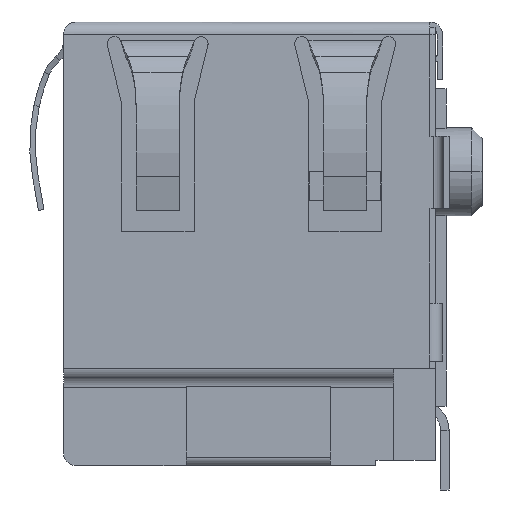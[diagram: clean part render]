
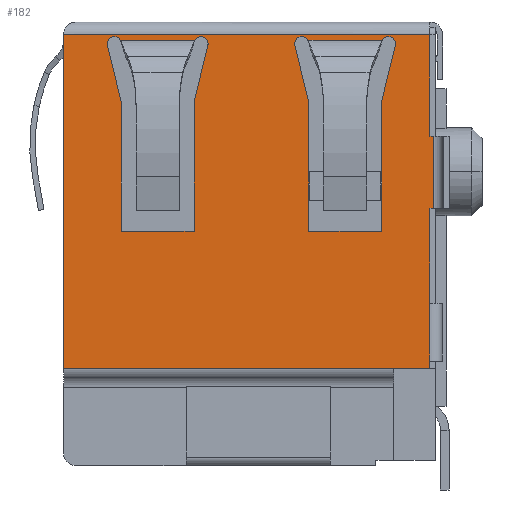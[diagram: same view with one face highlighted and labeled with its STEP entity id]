
A CAD part, left-side view. The second image highlights one B-rep face of the part: STEP entity #182.
In plain terms, the highlighted planar face has unit normal (-1, 0, 0).
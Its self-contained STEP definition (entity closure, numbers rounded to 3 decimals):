
#182=ADVANCED_FACE('',(#913,#914,#915),#916,.T.);
#913=FACE_OUTER_BOUND('',#2366,.T.);
#914=FACE_BOUND('',#2367,.T.);
#915=FACE_BOUND('',#2368,.T.);
#916=PLANE('',#2369);
#2366=EDGE_LOOP('',(#6161,#6162,#6163,#6164,#6165,#6166,#6167,#6168,#6169,#6170,#6171));
#2367=EDGE_LOOP('',(#6172,#6173,#6174,#6175,#6176,#6177,#6178,#6179,#6180,#6181));
#2368=EDGE_LOOP('',(#6182,#6183,#6184,#6185,#6186,#6187,#6188,#6189,#6190,#6191));
#2369=AXIS2_PLACEMENT_3D('',#6192,#6193,#6194);
#6161=ORIENTED_EDGE('',*,*,#10060,.T.);
#6162=ORIENTED_EDGE('',*,*,#9839,.T.);
#6163=ORIENTED_EDGE('',*,*,#10061,.T.);
#6164=ORIENTED_EDGE('',*,*,#10062,.T.);
#6165=ORIENTED_EDGE('',*,*,#10063,.F.);
#6166=ORIENTED_EDGE('',*,*,#9835,.T.);
#6167=ORIENTED_EDGE('',*,*,#10064,.F.);
#6168=ORIENTED_EDGE('',*,*,#9489,.F.);
#6169=ORIENTED_EDGE('',*,*,#10065,.T.);
#6170=ORIENTED_EDGE('',*,*,#10066,.F.);
#6171=ORIENTED_EDGE('',*,*,#9843,.T.);
#6172=ORIENTED_EDGE('',*,*,#10059,.F.);
#6173=ORIENTED_EDGE('',*,*,#10067,.F.);
#6174=ORIENTED_EDGE('',*,*,#9468,.F.);
#6175=ORIENTED_EDGE('',*,*,#10068,.F.);
#6176=ORIENTED_EDGE('',*,*,#10069,.F.);
#6177=ORIENTED_EDGE('',*,*,#10070,.F.);
#6178=ORIENTED_EDGE('',*,*,#10071,.F.);
#6179=ORIENTED_EDGE('',*,*,#10072,.F.);
#6180=ORIENTED_EDGE('',*,*,#9470,.F.);
#6181=ORIENTED_EDGE('',*,*,#10073,.F.);
#6182=ORIENTED_EDGE('',*,*,#10074,.F.);
#6183=ORIENTED_EDGE('',*,*,#10075,.F.);
#6184=ORIENTED_EDGE('',*,*,#9460,.F.);
#6185=ORIENTED_EDGE('',*,*,#10076,.F.);
#6186=ORIENTED_EDGE('',*,*,#10077,.F.);
#6187=ORIENTED_EDGE('',*,*,#10078,.F.);
#6188=ORIENTED_EDGE('',*,*,#10079,.F.);
#6189=ORIENTED_EDGE('',*,*,#10080,.F.);
#6190=ORIENTED_EDGE('',*,*,#9462,.F.);
#6191=ORIENTED_EDGE('',*,*,#10081,.F.);
#6192=CARTESIAN_POINT('',(-8.13,6.735,-12.19));
#6193=DIRECTION('',(-1.0,0.0,0.0));
#6194=DIRECTION('',(0.0,0.0,1.0));
#9460=EDGE_CURVE('',#11054,#11050,#11056,.T.);
#9462=EDGE_CURVE('',#11057,#11060,#11061,.T.);
#9468=EDGE_CURVE('',#11070,#11066,#11072,.T.);
#9470=EDGE_CURVE('',#11073,#11076,#11077,.T.);
#9489=EDGE_CURVE('',#11112,#11114,#11115,.T.);
#9835=EDGE_CURVE('',#11755,#11753,#11756,.T.);
#9839=EDGE_CURVE('',#11763,#11761,#11764,.T.);
#9843=EDGE_CURVE('',#11771,#11769,#11772,.T.);
#10059=EDGE_CURVE('',#12110,#12103,#12112,.T.);
#10060=EDGE_CURVE('',#11769,#11763,#12113,.T.);
#10061=EDGE_CURVE('',#11761,#12114,#12115,.T.);
#10062=EDGE_CURVE('',#12114,#12116,#12117,.T.);
#10063=EDGE_CURVE('',#11755,#12116,#12118,.T.);
#10064=EDGE_CURVE('',#11114,#11753,#12119,.T.);
#10065=EDGE_CURVE('',#11112,#12120,#12121,.T.);
#10066=EDGE_CURVE('',#11771,#12120,#12122,.T.);
#10067=EDGE_CURVE('',#11066,#12110,#12123,.T.);
#10068=EDGE_CURVE('',#12124,#11070,#12125,.T.);
#10069=EDGE_CURVE('',#12126,#12124,#12127,.T.);
#10070=EDGE_CURVE('',#12128,#12126,#12129,.T.);
#10071=EDGE_CURVE('',#12130,#12128,#12131,.T.);
#10072=EDGE_CURVE('',#11076,#12130,#12132,.T.);
#10073=EDGE_CURVE('',#12103,#11073,#12133,.T.);
#10074=EDGE_CURVE('',#12134,#12135,#12136,.T.);
#10075=EDGE_CURVE('',#11050,#12134,#12137,.T.);
#10076=EDGE_CURVE('',#12138,#11054,#12139,.T.);
#10077=EDGE_CURVE('',#12140,#12138,#12141,.T.);
#10078=EDGE_CURVE('',#12142,#12140,#12143,.T.);
#10079=EDGE_CURVE('',#12144,#12142,#12145,.T.);
#10080=EDGE_CURVE('',#11060,#12144,#12146,.T.);
#10081=EDGE_CURVE('',#12135,#11057,#12147,.T.);
#11050=VERTEX_POINT('',#13572);
#11054=VERTEX_POINT('',#13577);
#11056=CIRCLE('',#13580,0.25);
#11057=VERTEX_POINT('',#13581);
#11060=VERTEX_POINT('',#13585);
#11061=CIRCLE('',#13586,0.25);
#11066=VERTEX_POINT('',#13592);
#11070=VERTEX_POINT('',#13597);
#11072=CIRCLE('',#13600,0.25);
#11073=VERTEX_POINT('',#13601);
#11076=VERTEX_POINT('',#13605);
#11077=CIRCLE('',#13606,0.25);
#11112=VERTEX_POINT('',#13650);
#11114=VERTEX_POINT('',#13652);
#11115=LINE('',#13653,#13654);
#11753=VERTEX_POINT('',#14762);
#11755=VERTEX_POINT('',#14764);
#11756=LINE('',#14765,#14766);
#11761=VERTEX_POINT('',#14773);
#11763=VERTEX_POINT('',#14776);
#11764=LINE('',#14777,#14778);
#11769=VERTEX_POINT('',#14785);
#11771=VERTEX_POINT('',#14788);
#11772=LINE('',#14789,#14790);
#12103=VERTEX_POINT('',#15679);
#12110=VERTEX_POINT('',#15726);
#12112=LINE('',#15763,#15764);
#12113=LINE('',#15765,#15766);
#12114=VERTEX_POINT('',#15767);
#12115=LINE('',#15768,#15769);
#12116=VERTEX_POINT('',#15770);
#12117=LINE('',#15771,#15772);
#12118=LINE('',#15773,#15774);
#12119=LINE('',#15775,#15776);
#12120=VERTEX_POINT('',#15777);
#12121=LINE('',#15778,#15779);
#12122=LINE('',#15780,#15781);
#12123=CIRCLE('',#15782,0.25);
#12124=VERTEX_POINT('',#15783);
#12125=LINE('',#15784,#15785);
#12126=VERTEX_POINT('',#15786);
#12127=LINE('',#15787,#15788);
#12128=VERTEX_POINT('',#15789);
#12129=LINE('',#15790,#15791);
#12130=VERTEX_POINT('',#15792);
#12131=LINE('',#15793,#15794);
#12132=LINE('',#15795,#15796);
#12133=CIRCLE('',#15797,0.25);
#12134=VERTEX_POINT('',#15798);
#12135=VERTEX_POINT('',#15799);
#12136=LINE('',#15800,#15801);
#12137=CIRCLE('',#15802,0.25);
#12138=VERTEX_POINT('',#15803);
#12139=LINE('',#15804,#15805);
#12140=VERTEX_POINT('',#15806);
#12141=LINE('',#15807,#15808);
#12142=VERTEX_POINT('',#15809);
#12143=LINE('',#15810,#15811);
#12144=VERTEX_POINT('',#15812);
#12145=LINE('',#15813,#15814);
#12146=LINE('',#15815,#15816);
#12147=CIRCLE('',#15817,0.25);
#13572=CARTESIAN_POINT('',(-8.13,1.645,-0.76));
#13577=CARTESIAN_POINT('',(-8.13,1.652,-0.819));
#13580=AXIS2_PLACEMENT_3D('',#19448,#19449,#19450);
#13581=CARTESIAN_POINT('',(-8.13,5.195,-0.76));
#13585=CARTESIAN_POINT('',(-8.13,5.188,-0.819));
#13586=AXIS2_PLACEMENT_3D('',#19452,#19453,#19454);
#13592=CARTESIAN_POINT('',(-8.13,-4.955,-0.76));
#13597=CARTESIAN_POINT('',(-8.13,-4.948,-0.819));
#13600=AXIS2_PLACEMENT_3D('',#19464,#19465,#19466);
#13601=CARTESIAN_POINT('',(-8.13,-1.405,-0.76));
#13605=CARTESIAN_POINT('',(-8.13,-1.412,-0.819));
#13606=AXIS2_PLACEMENT_3D('',#19468,#19469,#19470);
#13650=CARTESIAN_POINT('',(-8.13,6.735,-12.19));
#13652=CARTESIAN_POINT('',(-8.13,6.735,-0.45));
#13653=CARTESIAN_POINT('',(-8.13,6.735,-12.19));
#13654=VECTOR('',#19507,11.74);
#14762=CARTESIAN_POINT('',(-8.13,-6.165,-0.45));
#14764=CARTESIAN_POINT('',(-8.13,-6.165,-4.025));
#14765=CARTESIAN_POINT('',(-8.13,-6.165,-4.025));
#14766=VECTOR('',#19896,3.575);
#14773=CARTESIAN_POINT('',(-8.13,-6.165,-6.565));
#14776=CARTESIAN_POINT('',(-8.13,-6.165,-9.91));
#14777=CARTESIAN_POINT('',(-8.13,-6.165,-9.91));
#14778=VECTOR('',#19900,3.345);
#14785=CARTESIAN_POINT('',(-8.13,-6.165,-11.94));
#14788=CARTESIAN_POINT('',(-8.13,-6.165,-12.19));
#14789=CARTESIAN_POINT('',(-8.13,-6.165,-12.19));
#14790=VECTOR('',#19904,0.25);
#15679=CARTESIAN_POINT('',(-8.13,-1.874,-0.64));
#15726=CARTESIAN_POINT('',(-8.13,-4.486,-0.64));
#15763=CARTESIAN_POINT('',(-8.13,-4.486,-0.64));
#15764=VECTOR('',#20174,2.611);
#15765=CARTESIAN_POINT('',(-8.13,-6.165,-11.94));
#15766=VECTOR('',#20175,2.03);
#15767=CARTESIAN_POINT('',(-8.13,-6.295,-6.565));
#15768=CARTESIAN_POINT('',(-8.13,-6.165,-6.565));
#15769=VECTOR('',#20176,0.13);
#15770=CARTESIAN_POINT('',(-8.13,-6.295,-4.025));
#15771=CARTESIAN_POINT('',(-8.13,-6.295,-6.565));
#15772=VECTOR('',#20177,2.54);
#15773=CARTESIAN_POINT('',(-8.13,-6.165,-4.025));
#15774=VECTOR('',#20178,0.13);
#15775=CARTESIAN_POINT('',(-8.13,6.735,-0.45));
#15776=VECTOR('',#20179,12.9);
#15777=CARTESIAN_POINT('',(-8.13,-4.895,-12.19));
#15778=CARTESIAN_POINT('',(-8.13,6.735,-12.19));
#15779=VECTOR('',#20180,11.63);
#15780=CARTESIAN_POINT('',(-8.13,-6.165,-12.19));
#15781=VECTOR('',#20181,1.27);
#15782=AXIS2_PLACEMENT_3D('',#20182,#20183,#20184);
#15783=CARTESIAN_POINT('',(-8.13,-4.465,-2.8));
#15784=CARTESIAN_POINT('',(-8.13,-4.465,-2.8));
#15785=VECTOR('',#20185,2.039);
#15786=CARTESIAN_POINT('',(-8.13,-4.465,-7.37));
#15787=CARTESIAN_POINT('',(-8.13,-4.465,-7.37));
#15788=VECTOR('',#20186,4.57);
#15789=CARTESIAN_POINT('',(-8.13,-1.895,-7.37));
#15790=CARTESIAN_POINT('',(-8.13,-1.895,-7.37));
#15791=VECTOR('',#20187,2.57);
#15792=CARTESIAN_POINT('',(-8.13,-1.895,-2.8));
#15793=CARTESIAN_POINT('',(-8.13,-1.895,-2.8));
#15794=VECTOR('',#20188,4.57);
#15795=CARTESIAN_POINT('',(-8.13,-1.412,-0.819));
#15796=VECTOR('',#20189,2.039);
#15797=AXIS2_PLACEMENT_3D('',#20190,#20191,#20192);
#15798=CARTESIAN_POINT('',(-8.13,2.114,-0.64));
#15799=CARTESIAN_POINT('',(-8.13,4.726,-0.64));
#15800=CARTESIAN_POINT('',(-8.13,2.114,-0.64));
#15801=VECTOR('',#20193,2.611);
#15802=AXIS2_PLACEMENT_3D('',#20194,#20195,#20196);
#15803=CARTESIAN_POINT('',(-8.13,2.135,-2.8));
#15804=CARTESIAN_POINT('',(-8.13,2.135,-2.8));
#15805=VECTOR('',#20197,2.039);
#15806=CARTESIAN_POINT('',(-8.13,2.135,-7.37));
#15807=CARTESIAN_POINT('',(-8.13,2.135,-7.37));
#15808=VECTOR('',#20198,4.57);
#15809=CARTESIAN_POINT('',(-8.13,4.705,-7.37));
#15810=CARTESIAN_POINT('',(-8.13,4.705,-7.37));
#15811=VECTOR('',#20199,2.57);
#15812=CARTESIAN_POINT('',(-8.13,4.705,-2.8));
#15813=CARTESIAN_POINT('',(-8.13,4.705,-2.8));
#15814=VECTOR('',#20200,4.57);
#15815=CARTESIAN_POINT('',(-8.13,5.188,-0.819));
#15816=VECTOR('',#20201,2.039);
#15817=AXIS2_PLACEMENT_3D('',#20202,#20203,#20204);
#19448=CARTESIAN_POINT('',(-8.13,1.895,-0.76));
#19449=DIRECTION('',(-1.0,-0.0,0.0));
#19450=DIRECTION('',(0.0,-0.972,-0.237));
#19452=CARTESIAN_POINT('',(-8.13,4.945,-0.76));
#19453=DIRECTION('',(-1.0,0.0,0.0));
#19454=DIRECTION('',(0.0,-0.877,0.48));
#19464=CARTESIAN_POINT('',(-8.13,-4.705,-0.76));
#19465=DIRECTION('',(-1.0,-0.0,0.0));
#19466=DIRECTION('',(0.0,-0.972,-0.237));
#19468=CARTESIAN_POINT('',(-8.13,-1.655,-0.76));
#19469=DIRECTION('',(-1.0,0.0,0.0));
#19470=DIRECTION('',(0.0,-0.877,0.48));
#19507=DIRECTION('',(0.0,0.0,1.0));
#19896=DIRECTION('',(0.0,0.0,1.0));
#19900=DIRECTION('',(0.0,0.0,1.0));
#19904=DIRECTION('',(0.0,0.0,1.0));
#20174=DIRECTION('',(0.0,1.0,0.));
#20175=DIRECTION('',(0.0,0.0,1.0));
#20176=DIRECTION('',(0.0,-1.0,0.0));
#20177=DIRECTION('',(0.0,0.0,1.0));
#20178=DIRECTION('',(0.0,-1.0,0.0));
#20179=DIRECTION('',(0.0,-1.0,0.0));
#20180=DIRECTION('',(0.0,-1.0,0.0));
#20181=DIRECTION('',(0.0,1.0,0.0));
#20182=CARTESIAN_POINT('',(-8.13,-4.705,-0.76));
#20183=DIRECTION('',(-1.0,-0.0,0.0));
#20184=DIRECTION('',(0.0,-0.972,-0.237));
#20185=DIRECTION('',(0.0,-0.237,0.972));
#20186=DIRECTION('',(0.0,0.0,1.0));
#20187=DIRECTION('',(0.0,-1.0,0.0));
#20188=DIRECTION('',(0.0,0.0,-1.0));
#20189=DIRECTION('',(0.0,-0.237,-0.972));
#20190=CARTESIAN_POINT('',(-8.13,-1.655,-0.76));
#20191=DIRECTION('',(-1.0,0.0,0.0));
#20192=DIRECTION('',(0.0,-0.877,0.48));
#20193=DIRECTION('',(0.0,1.0,0.));
#20194=CARTESIAN_POINT('',(-8.13,1.895,-0.76));
#20195=DIRECTION('',(-1.0,-0.0,0.0));
#20196=DIRECTION('',(0.0,-0.972,-0.237));
#20197=DIRECTION('',(0.0,-0.237,0.972));
#20198=DIRECTION('',(0.0,0.0,1.0));
#20199=DIRECTION('',(0.0,-1.0,0.0));
#20200=DIRECTION('',(0.0,0.0,-1.0));
#20201=DIRECTION('',(0.0,-0.237,-0.972));
#20202=CARTESIAN_POINT('',(-8.13,4.945,-0.76));
#20203=DIRECTION('',(-1.0,0.0,0.0));
#20204=DIRECTION('',(0.0,-0.877,0.48));
